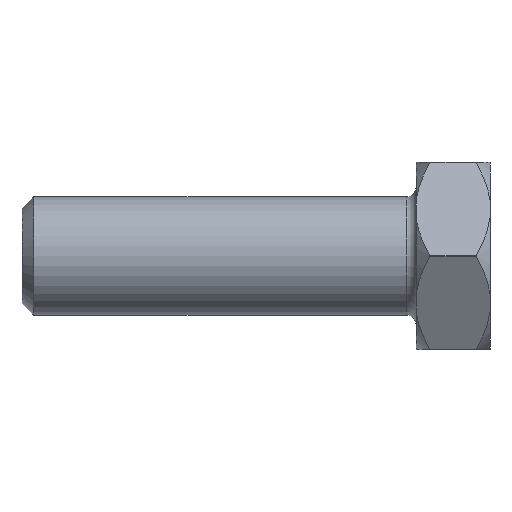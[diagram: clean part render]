
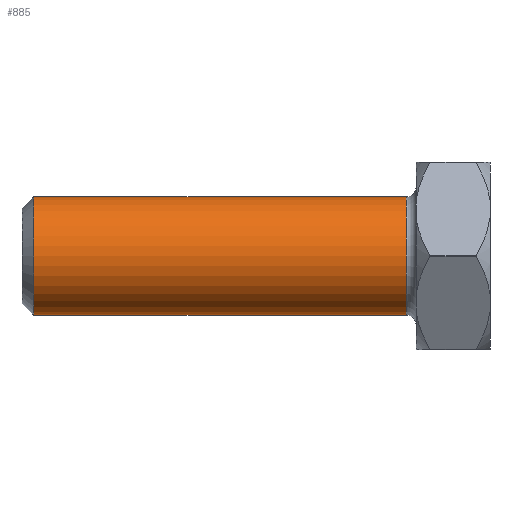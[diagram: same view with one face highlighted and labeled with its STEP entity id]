
A CAD part, left-side view. The second image highlights one B-rep face of the part: STEP entity #885.
In plain terms, the highlighted cylindrical face has radius 6 mm (diameter 12 mm), a partial arc.
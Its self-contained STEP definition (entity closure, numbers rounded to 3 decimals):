
#78 = ORIENTED_EDGE ( 'NONE', *, *, #852, .T. ) ;
#115 = EDGE_CURVE ( 'NONE', #1117, #338, #1338, .T. ) ;
#173 = LINE ( 'NONE', #1325, #1263 ) ;
#192 = ORIENTED_EDGE ( 'NONE', *, *, #1236, .T. ) ;
#220 = ORIENTED_EDGE ( 'NONE', *, *, #272, .T. ) ;
#272 = EDGE_CURVE ( 'NONE', #1309, #1333, #173, .T. ) ;
#338 = VERTEX_POINT ( 'NONE', #994 ) ;
#405 = DIRECTION ( 'NONE',  ( 0., -1., 0. ) ) ;
#436 = AXIS2_PLACEMENT_3D ( 'NONE', #1202, #564, #1306 ) ;
#454 = EDGE_LOOP ( 'NONE', ( #953, #78, #220, #192 ) ) ;
#499 = DIRECTION ( 'NONE',  ( 0., 1., 0. ) ) ;
#564 = DIRECTION ( 'NONE',  ( 0., 1., 0. ) ) ;
#577 = CARTESIAN_POINT ( 'NONE',  ( 0., 37.084, 0. ) ) ;
#606 = CARTESIAN_POINT ( 'NONE',  ( 0., 37.084, -6. ) ) ;
#633 = FACE_OUTER_BOUND ( 'NONE', #454, .T. ) ;
#648 = CIRCLE ( 'NONE', #1084, 6. ) ;
#798 = DIRECTION ( 'NONE',  ( 0., 1., 0. ) ) ;
#837 = CARTESIAN_POINT ( 'NONE',  ( 0., 38.8, 6. ) ) ;
#852 = EDGE_CURVE ( 'NONE', #1117, #1309, #954, .T. ) ;
#885 = ADVANCED_FACE ( 'Fl�che1', ( #633 ), #1351, .T. ) ;
#950 = CARTESIAN_POINT ( 'NONE',  ( 0., 1., 6. ) ) ;
#953 = ORIENTED_EDGE ( 'NONE', *, *, #115, .F. ) ;
#954 = CIRCLE ( 'NONE', #436, 6. ) ;
#994 = CARTESIAN_POINT ( 'NONE',  ( 0., 38.8, -6. ) ) ;
#1004 = DIRECTION ( 'NONE',  ( 0., 1., 0. ) ) ;
#1011 = DIRECTION ( 'NONE',  ( 0., 0., 1. ) ) ;
#1043 = CARTESIAN_POINT ( 'NONE',  ( 0., 38.8, 0. ) ) ;
#1084 = AXIS2_PLACEMENT_3D ( 'NONE', #1043, #405, #1144 ) ;
#1117 = VERTEX_POINT ( 'NONE', #1377 ) ;
#1144 = DIRECTION ( 'NONE',  ( 0., 0., 1. ) ) ;
#1202 = CARTESIAN_POINT ( 'NONE',  ( 0., 1., 0. ) ) ;
#1236 = EDGE_CURVE ( 'NONE', #1333, #338, #648, .T. ) ;
#1263 = VECTOR ( 'NONE', #798, 1000. ) ;
#1294 = VECTOR ( 'NONE', #499, 1000. ) ;
#1306 = DIRECTION ( 'NONE',  ( 0., 0., 1. ) ) ;
#1309 = VERTEX_POINT ( 'NONE', #950 ) ;
#1325 = CARTESIAN_POINT ( 'NONE',  ( 0., 37.084, 6. ) ) ;
#1333 = VERTEX_POINT ( 'NONE', #837 ) ;
#1338 = LINE ( 'NONE', #606, #1294 ) ;
#1351 = CYLINDRICAL_SURFACE ( 'NONE', #1365, 6. ) ;
#1365 = AXIS2_PLACEMENT_3D ( 'NONE', #577, #1004, #1011 ) ;
#1377 = CARTESIAN_POINT ( 'NONE',  ( 0., 1., -6. ) ) ;
